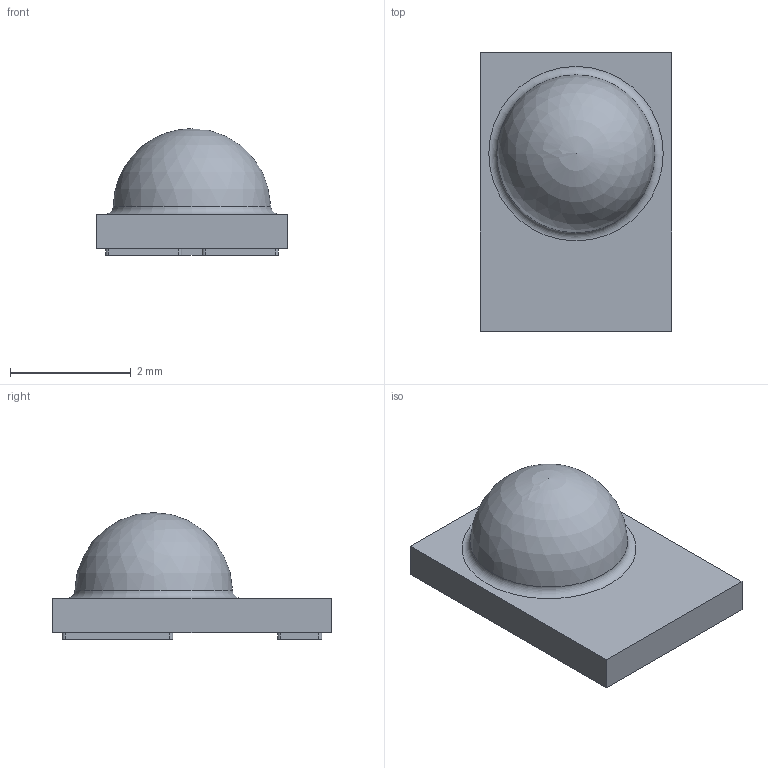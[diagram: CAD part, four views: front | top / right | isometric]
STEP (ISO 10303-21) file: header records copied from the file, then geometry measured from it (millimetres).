
FILE_DESCRIPTION(/* description */ (''),/* implementation_level */ '2;1');
FILE_NAME(/* name */ 'Luxeon-Rebel-Color-Line v1.step',/* time_stamp */ '2024-04-19T20:31:34+02:00',/* author */ (''),/* organization */ (''),/* preprocessor_version */ 'ST-DEVELOPER v20',/* originating_system */ 'Autodesk Translation Framework v12.20.1.177',/* authorisation */ '');
FILE_SCHEMA (('AUTOMOTIVE_DESIGN { 1 0 10303 214 3 1 1 }'));
Length unit declared in the file: millimetre
Products named in the file (1): Luxeon-Rebel-Color-Line
Bounding box: 3.17 x 4.61 x 2.1 mm (x, y, z)
Volume: 14.4 mm3; surface area: 45.8 mm2
Topology: 1 solids, 1 shells, 35 faces, 90 edges, 60 vertices
Faces by surface type: plane 21, cylinder 12, sphere 1, torus 1
Entity records: 1130 total; most frequent: DIRECTION 190, CARTESIAN_POINT 185, ORIENTED_EDGE 178, EDGE_CURVE 89, AXIS2_PLACEMENT_3D 65, LINE 60, VECTOR 60, VERTEX_POINT 60
